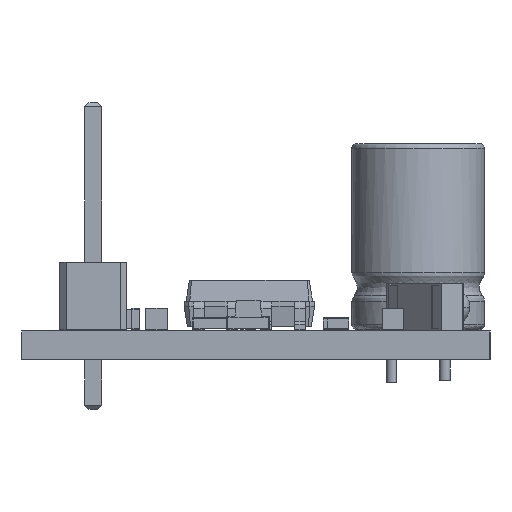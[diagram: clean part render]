
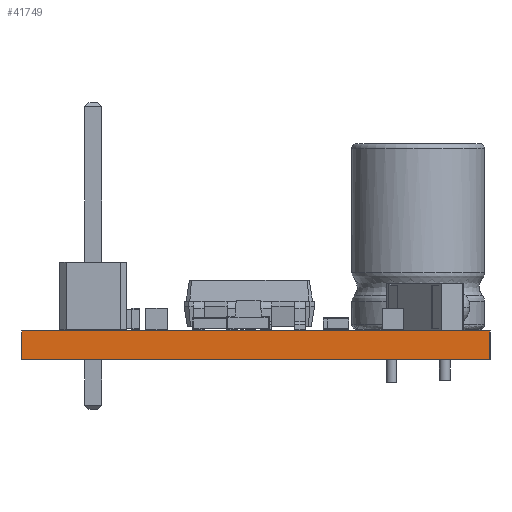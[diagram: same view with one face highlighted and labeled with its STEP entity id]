
A CAD part, left-side view. The second image highlights one B-rep face of the part: STEP entity #41749.
In plain terms, the highlighted planar face has unit normal (-1, 0, 0).
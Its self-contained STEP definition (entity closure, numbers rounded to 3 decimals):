
#41568 = PLANE('',#41569);
#41569 = AXIS2_PLACEMENT_3D('',#41570,#41571,#41572);
#41570 = CARTESIAN_POINT('',(160.397,-113.804,0.));
#41571 = DIRECTION('',(0.,-1.,0.));
#41572 = DIRECTION('',(-1.,0.,0.));
#41593 = VERTEX_POINT('',#41594);
#41594 = CARTESIAN_POINT('',(136.597,-113.804,1.07));
#41608 = PLANE('',#41609);
#41609 = AXIS2_PLACEMENT_3D('',#41610,#41611,#41612);
#41610 = CARTESIAN_POINT('',(148.497,-105.004,1.07));
#41611 = DIRECTION('',(-0.,-0.,-1.));
#41612 = DIRECTION('',(-1.,0.,0.));
#41620 = EDGE_CURVE('',#41621,#41593,#41623,.T.);
#41621 = VERTEX_POINT('',#41622);
#41622 = CARTESIAN_POINT('',(136.597,-113.804,0.));
#41623 = SURFACE_CURVE('',#41624,(#41628,#41635),.PCURVE_S1.);
#41624 = LINE('',#41625,#41626);
#41625 = CARTESIAN_POINT('',(136.597,-113.804,0.));
#41626 = VECTOR('',#41627,1.);
#41627 = DIRECTION('',(0.,0.,1.));
#41628 = PCURVE('',#41568,#41629);
#41629 = DEFINITIONAL_REPRESENTATION('',(#41630),#41634);
#41630 = LINE('',#41631,#41632);
#41631 = CARTESIAN_POINT('',(23.8,0.));
#41632 = VECTOR('',#41633,1.);
#41633 = DIRECTION('',(0.,-1.));
#41634 = ( GEOMETRIC_REPRESENTATION_CONTEXT(2) 
PARAMETRIC_REPRESENTATION_CONTEXT() REPRESENTATION_CONTEXT('2D SPACE',''
  ) );
#41635 = PCURVE('',#41636,#41641);
#41636 = PLANE('',#41637);
#41637 = AXIS2_PLACEMENT_3D('',#41638,#41639,#41640);
#41638 = CARTESIAN_POINT('',(136.597,-113.804,0.));
#41639 = DIRECTION('',(-1.,0.,0.));
#41640 = DIRECTION('',(0.,1.,0.));
#41641 = DEFINITIONAL_REPRESENTATION('',(#41642),#41646);
#41642 = LINE('',#41643,#41644);
#41643 = CARTESIAN_POINT('',(0.,0.));
#41644 = VECTOR('',#41645,1.);
#41645 = DIRECTION('',(0.,-1.));
#41646 = ( GEOMETRIC_REPRESENTATION_CONTEXT(2) 
PARAMETRIC_REPRESENTATION_CONTEXT() REPRESENTATION_CONTEXT('2D SPACE',''
  ) );
#41662 = PLANE('',#41663);
#41663 = AXIS2_PLACEMENT_3D('',#41664,#41665,#41666);
#41664 = CARTESIAN_POINT('',(148.497,-105.004,0.));
#41665 = DIRECTION('',(-0.,-0.,-1.));
#41666 = DIRECTION('',(-1.,0.,0.));
#41695 = PLANE('',#41696);
#41696 = AXIS2_PLACEMENT_3D('',#41697,#41698,#41699);
#41697 = CARTESIAN_POINT('',(136.597,-96.204,0.));
#41698 = DIRECTION('',(0.,1.,0.));
#41699 = DIRECTION('',(1.,0.,0.));
#41749 = ADVANCED_FACE('',(#41750),#41636,.T.);
#41750 = FACE_BOUND('',#41751,.T.);
#41751 = EDGE_LOOP('',(#41752,#41753,#41776,#41799));
#41752 = ORIENTED_EDGE('',*,*,#41620,.T.);
#41753 = ORIENTED_EDGE('',*,*,#41754,.T.);
#41754 = EDGE_CURVE('',#41593,#41755,#41757,.T.);
#41755 = VERTEX_POINT('',#41756);
#41756 = CARTESIAN_POINT('',(136.597,-96.204,1.07));
#41757 = SURFACE_CURVE('',#41758,(#41762,#41769),.PCURVE_S1.);
#41758 = LINE('',#41759,#41760);
#41759 = CARTESIAN_POINT('',(136.597,-113.804,1.07));
#41760 = VECTOR('',#41761,1.);
#41761 = DIRECTION('',(0.,1.,0.));
#41762 = PCURVE('',#41636,#41763);
#41763 = DEFINITIONAL_REPRESENTATION('',(#41764),#41768);
#41764 = LINE('',#41765,#41766);
#41765 = CARTESIAN_POINT('',(0.,-1.07));
#41766 = VECTOR('',#41767,1.);
#41767 = DIRECTION('',(1.,0.));
#41768 = ( GEOMETRIC_REPRESENTATION_CONTEXT(2) 
PARAMETRIC_REPRESENTATION_CONTEXT() REPRESENTATION_CONTEXT('2D SPACE',''
  ) );
#41769 = PCURVE('',#41608,#41770);
#41770 = DEFINITIONAL_REPRESENTATION('',(#41771),#41775);
#41771 = LINE('',#41772,#41773);
#41772 = CARTESIAN_POINT('',(11.9,-8.8));
#41773 = VECTOR('',#41774,1.);
#41774 = DIRECTION('',(0.,1.));
#41775 = ( GEOMETRIC_REPRESENTATION_CONTEXT(2) 
PARAMETRIC_REPRESENTATION_CONTEXT() REPRESENTATION_CONTEXT('2D SPACE',''
  ) );
#41776 = ORIENTED_EDGE('',*,*,#41777,.F.);
#41777 = EDGE_CURVE('',#41778,#41755,#41780,.T.);
#41778 = VERTEX_POINT('',#41779);
#41779 = CARTESIAN_POINT('',(136.597,-96.204,0.));
#41780 = SURFACE_CURVE('',#41781,(#41785,#41792),.PCURVE_S1.);
#41781 = LINE('',#41782,#41783);
#41782 = CARTESIAN_POINT('',(136.597,-96.204,0.));
#41783 = VECTOR('',#41784,1.);
#41784 = DIRECTION('',(0.,0.,1.));
#41785 = PCURVE('',#41636,#41786);
#41786 = DEFINITIONAL_REPRESENTATION('',(#41787),#41791);
#41787 = LINE('',#41788,#41789);
#41788 = CARTESIAN_POINT('',(17.6,0.));
#41789 = VECTOR('',#41790,1.);
#41790 = DIRECTION('',(0.,-1.));
#41791 = ( GEOMETRIC_REPRESENTATION_CONTEXT(2) 
PARAMETRIC_REPRESENTATION_CONTEXT() REPRESENTATION_CONTEXT('2D SPACE',''
  ) );
#41792 = PCURVE('',#41695,#41793);
#41793 = DEFINITIONAL_REPRESENTATION('',(#41794),#41798);
#41794 = LINE('',#41795,#41796);
#41795 = CARTESIAN_POINT('',(0.,0.));
#41796 = VECTOR('',#41797,1.);
#41797 = DIRECTION('',(0.,-1.));
#41798 = ( GEOMETRIC_REPRESENTATION_CONTEXT(2) 
PARAMETRIC_REPRESENTATION_CONTEXT() REPRESENTATION_CONTEXT('2D SPACE',''
  ) );
#41799 = ORIENTED_EDGE('',*,*,#41800,.F.);
#41800 = EDGE_CURVE('',#41621,#41778,#41801,.T.);
#41801 = SURFACE_CURVE('',#41802,(#41806,#41813),.PCURVE_S1.);
#41802 = LINE('',#41803,#41804);
#41803 = CARTESIAN_POINT('',(136.597,-113.804,0.));
#41804 = VECTOR('',#41805,1.);
#41805 = DIRECTION('',(0.,1.,0.));
#41806 = PCURVE('',#41636,#41807);
#41807 = DEFINITIONAL_REPRESENTATION('',(#41808),#41812);
#41808 = LINE('',#41809,#41810);
#41809 = CARTESIAN_POINT('',(0.,0.));
#41810 = VECTOR('',#41811,1.);
#41811 = DIRECTION('',(1.,0.));
#41812 = ( GEOMETRIC_REPRESENTATION_CONTEXT(2) 
PARAMETRIC_REPRESENTATION_CONTEXT() REPRESENTATION_CONTEXT('2D SPACE',''
  ) );
#41813 = PCURVE('',#41662,#41814);
#41814 = DEFINITIONAL_REPRESENTATION('',(#41815),#41819);
#41815 = LINE('',#41816,#41817);
#41816 = CARTESIAN_POINT('',(11.9,-8.8));
#41817 = VECTOR('',#41818,1.);
#41818 = DIRECTION('',(0.,1.));
#41819 = ( GEOMETRIC_REPRESENTATION_CONTEXT(2) 
PARAMETRIC_REPRESENTATION_CONTEXT() REPRESENTATION_CONTEXT('2D SPACE',''
  ) );
